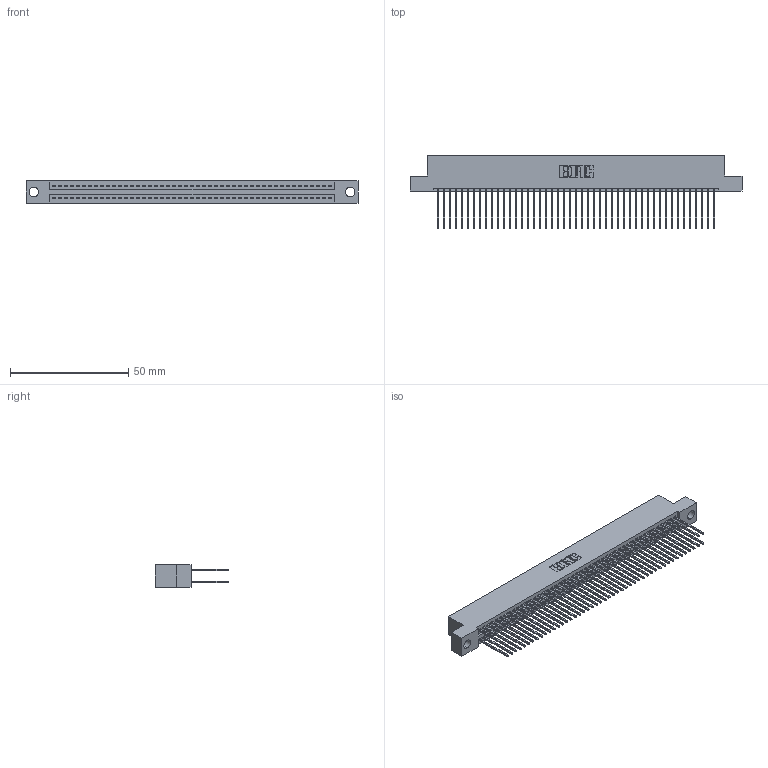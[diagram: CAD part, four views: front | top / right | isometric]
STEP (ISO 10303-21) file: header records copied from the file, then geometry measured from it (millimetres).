
FILE_DESCRIPTION (( 'STEP AP203' ), '1' );
FILE_NAME ('395-094-542-204.STEP', '2018-11-29T12:32:00', ( '' ), ( '' ), 'SwSTEP 2.0', 'SolidWorks 2016', '' );
FILE_SCHEMA (( 'CONFIG_CONTROL_DESIGN' ));
Length unit declared in the file: inch
Products named in the file (3): 345-292-001_345-293-142; 395-094-542-204; 345 Part_Flush Mounting Lugs - 0.156 Dia-TH
Assembly tree (95 placements, depth 2):
  395-094-542-204
    345 Part_Flush Mounting Lugs - 0.156 Dia-TH
    345-292-001_345-293-142  x94
Bounding box: 140.59 x 31.29 x 9.4 mm (x, y, z)
Volume: 14053.7 mm3; surface area: 22733.5 mm2
Topology: 95 solids, 95 shells, 4826 faces, 14347 edges, 9438 vertices
Faces by surface type: plane 3182, cylinder 1644
Entity records: 36225 total; most frequent: CARTESIAN_POINT 6068, ORIENTED_EDGE 6002, DIRECTION 5345, EDGE_CURVE 3001, LINE 2681, VECTOR 2681, VERTEX_POINT 1998, AXIS2_PLACEMENT_3D 1332
